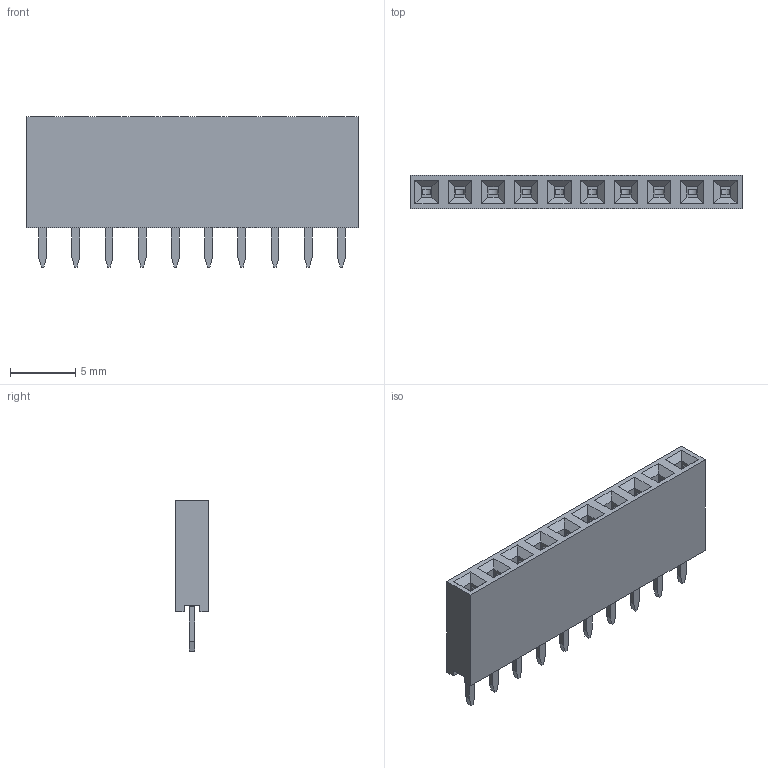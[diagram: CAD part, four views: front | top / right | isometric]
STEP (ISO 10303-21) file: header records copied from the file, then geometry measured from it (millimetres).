
FILE_DESCRIPTION(('STEP AP214'), '1');
FILE_NAME('PBS', '', ('UNSPECIFIED'), ('UNSPECIFIED'), 'ASCON STEP Converter 1.6', 'ASCON Math Kernel', '');
FILE_SCHEMA(('AUTOMOTIVE_DESIGN { 1 0 10303 214 3 1 1}'));
Length unit declared in the file: millimetre
Bounding box: 25.4 x 2.54 x 11.5 mm (x, y, z)
Volume: 489 mm3; surface area: 1064.3 mm2
Topology: 1 solids, 1 shells, 550 faces, 1504 edges, 936 vertices
Faces by surface type: plane 480, cylinder 70
Entity records: 21468 total; most frequent: ORIENTED_EDGE 3008, CARTESIAN_POINT 2991, DIRECTION 2786, EDGE_CURVE 1504, LINE 1324, VECTOR 1324, VERTEX_POINT 936, AXIS2_PLACEMENT_3D 731
